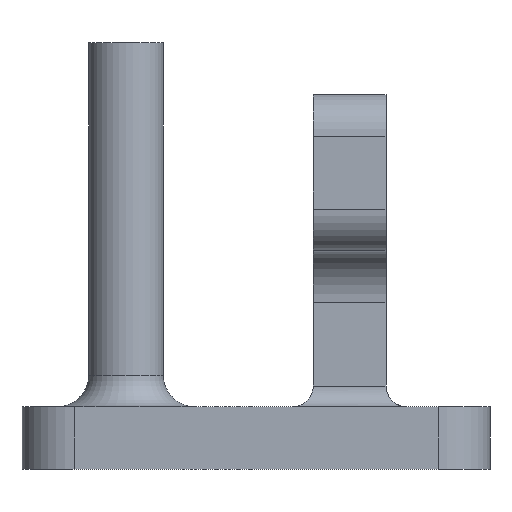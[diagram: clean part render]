
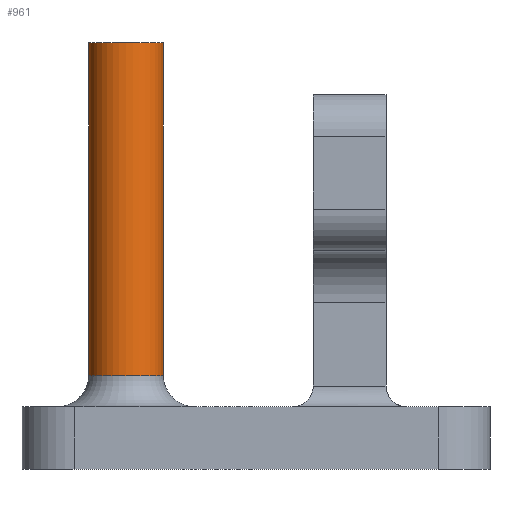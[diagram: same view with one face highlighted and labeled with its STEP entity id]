
A CAD part, front view. The second image highlights one B-rep face of the part: STEP entity #961.
In plain terms, the highlighted cylindrical face has radius 3.6 mm (diameter 7.2 mm), a full revolution.
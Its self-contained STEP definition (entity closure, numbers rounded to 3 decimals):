
#79=FACE_OUTER_BOUND('',#140,.T.);
#140=EDGE_LOOP('',(#717,#718,#719,#720));
#217=LINE('',#1545,#305);
#305=VECTOR('',#1238,3.6);
#378=CIRCLE('',#1053,3.6);
#380=CIRCLE('',#1056,3.6);
#442=VERTEX_POINT('',#1539);
#443=VERTEX_POINT('',#1543);
#546=EDGE_CURVE('',#442,#442,#378,.T.);
#548=EDGE_CURVE('',#443,#443,#380,.T.);
#549=EDGE_CURVE('',#443,#442,#217,.T.);
#717=ORIENTED_EDGE('',*,*,#548,.F.);
#718=ORIENTED_EDGE('',*,*,#549,.T.);
#719=ORIENTED_EDGE('',*,*,#546,.F.);
#720=ORIENTED_EDGE('',*,*,#549,.F.);
#926=CYLINDRICAL_SURFACE('',#1055,3.6);
#961=ADVANCED_FACE('',(#79),#926,.T.);
#1053=AXIS2_PLACEMENT_3D('',#1540,#1230,#1231);
#1055=AXIS2_PLACEMENT_3D('',#1542,#1234,#1235);
#1056=AXIS2_PLACEMENT_3D('',#1544,#1236,#1237);
#1230=DIRECTION('center_axis',(0.,0.,-1.));
#1231=DIRECTION('ref_axis',(-1.,0.,0.));
#1234=DIRECTION('center_axis',(0.,0.,1.));
#1235=DIRECTION('ref_axis',(-1.,0.,0.));
#1236=DIRECTION('center_axis',(0.,0.,1.));
#1237=DIRECTION('ref_axis',(-1.,0.,0.));
#1238=DIRECTION('',(0.,0.,-1.));
#1539=CARTESIAN_POINT('',(13.6,13.5,9.));
#1540=CARTESIAN_POINT('Origin',(10.,13.5,9.));
#1542=CARTESIAN_POINT('Origin',(10.,13.5,6.));
#1543=CARTESIAN_POINT('',(13.6,13.5,41.));
#1544=CARTESIAN_POINT('Origin',(10.,13.5,41.));
#1545=CARTESIAN_POINT('',(13.6,13.5,6.));
